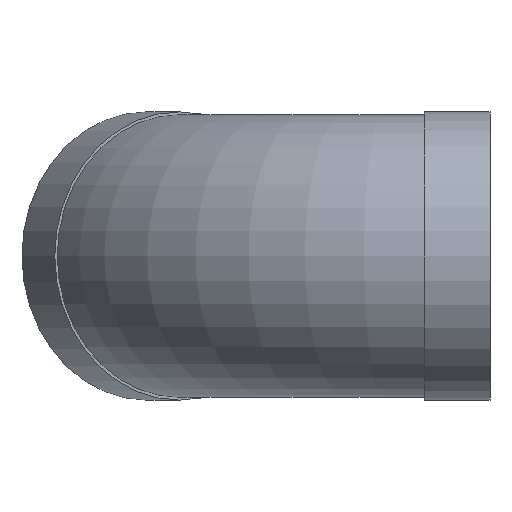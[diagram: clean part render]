
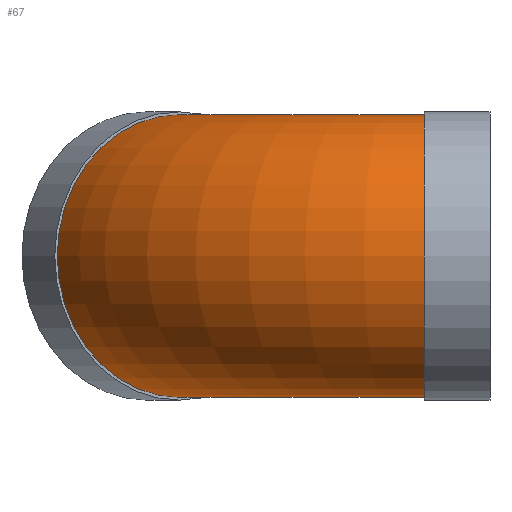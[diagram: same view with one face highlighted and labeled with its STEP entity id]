
A CAD part, left-side view. The second image highlights one B-rep face of the part: STEP entity #67.
In plain terms, the highlighted toroidal (fillet/blend) face has major radius 180 mm and minor radius 90 mm.
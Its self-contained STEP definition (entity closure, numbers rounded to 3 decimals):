
#67 = ADVANCED_FACE( '', ( #130, #131 ), #132, .T. );
#130 = FACE_OUTER_BOUND( '', #192, .T. );
#131 = FACE_OUTER_BOUND( '', #193, .T. );
#132 = TOROIDAL_SURFACE( '', #194, 180., 90. );
#192 = EDGE_LOOP( '', ( #250 ) );
#193 = EDGE_LOOP( '', ( #251 ) );
#194 = AXIS2_PLACEMENT_3D( '', #252, #253, #254 );
#250 = ORIENTED_EDGE( '', *, *, #299, .T. );
#251 = ORIENTED_EDGE( '', *, *, #305, .F. );
#252 = CARTESIAN_POINT( '', ( 180., 41.8, 0. ) );
#253 = DIRECTION( '', ( 0., 0., -1. ) );
#254 = DIRECTION( '', ( -1., 0., 0. ) );
#299 = EDGE_CURVE( '', #323, #323, #324, .T. );
#305 = EDGE_CURVE( '', #333, #333, #334, .T. );
#323 = VERTEX_POINT( '', #359 );
#324 = CIRCLE( '', #360, 90. );
#333 = VERTEX_POINT( '', #369 );
#334 = CIRCLE( '', #370, 90. );
#359 = CARTESIAN_POINT( '', ( 90., 41.8, 0. ) );
#360 = AXIS2_PLACEMENT_3D( '', #394, #395, #396 );
#369 = CARTESIAN_POINT( '', ( 135., 119.742, 0. ) );
#370 = AXIS2_PLACEMENT_3D( '', #406, #407, #408 );
#394 = CARTESIAN_POINT( '', ( 0., 41.8, 0. ) );
#395 = DIRECTION( '', ( 0., 1., 0. ) );
#396 = DIRECTION( '', ( 1., 0., 0. ) );
#406 = CARTESIAN_POINT( '', ( 90., 197.685, 0. ) );
#407 = DIRECTION( '', ( 0.866, 0.5, 0. ) );
#408 = DIRECTION( '', ( 0.5, -0.866, 0. ) );
